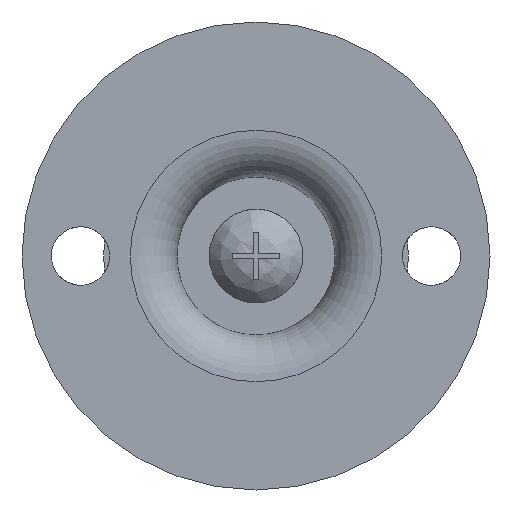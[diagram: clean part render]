
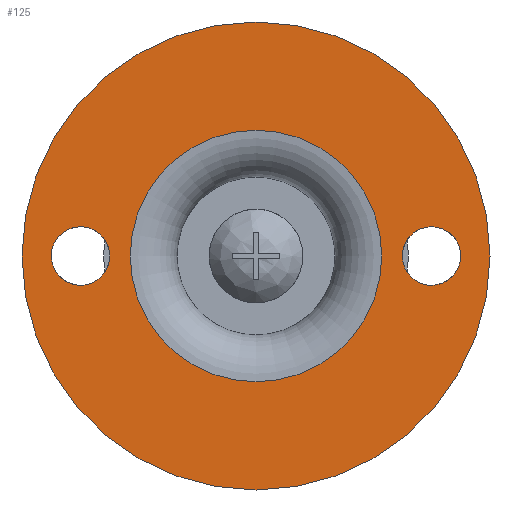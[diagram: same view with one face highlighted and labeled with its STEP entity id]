
A CAD part, front view. The second image highlights one B-rep face of the part: STEP entity #125.
In plain terms, the highlighted planar face has unit normal (0, -1, 0).
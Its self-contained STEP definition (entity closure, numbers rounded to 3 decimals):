
#125 = ADVANCED_FACE( '', ( #272, #273, #274, #275 ), #276, .F. );
#272 = FACE_BOUND( '', #477, .T. );
#273 = FACE_BOUND( '', #478, .T. );
#274 = FACE_OUTER_BOUND( '', #479, .T. );
#275 = FACE_BOUND( '', #480, .T. );
#276 = PLANE( '', #481 );
#477 = EDGE_LOOP( '', ( #776 ) );
#478 = EDGE_LOOP( '', ( #777 ) );
#479 = EDGE_LOOP( '', ( #778 ) );
#480 = EDGE_LOOP( '', ( #779 ) );
#481 = AXIS2_PLACEMENT_3D( '', #780, #781, #782 );
#776 = ORIENTED_EDGE( '', *, *, #1055, .F. );
#777 = ORIENTED_EDGE( '', *, *, #1056, .F. );
#778 = ORIENTED_EDGE( '', *, *, #1057, .T. );
#779 = ORIENTED_EDGE( '', *, *, #1011, .T. );
#780 = CARTESIAN_POINT( '', ( 20., 0., 0. ) );
#781 = DIRECTION( '', ( 0., 1., 0. ) );
#782 = DIRECTION( '', ( 0., 0., 1. ) );
#1011 = EDGE_CURVE( '', #1200, #1200, #1201, .T. );
#1055 = EDGE_CURVE( '', #1259, #1259, #1260, .T. );
#1056 = EDGE_CURVE( '', #1261, #1261, #1262, .F. );
#1057 = EDGE_CURVE( '', #1263, #1263, #1264, .T. );
#1200 = VERTEX_POINT( '', #1550 );
#1201 = CIRCLE( '', #1551, 2.5 );
#1259 = VERTEX_POINT( '', #1641 );
#1260 = CIRCLE( '', #1642, 10.75 );
#1261 = VERTEX_POINT( '', #1643 );
#1262 = CIRCLE( '', #1644, 2.5 );
#1263 = VERTEX_POINT( '', #1645 );
#1264 = CIRCLE( '', #1646, 20. );
#1550 = CARTESIAN_POINT( '', ( -12.5, 0., 0. ) );
#1551 = AXIS2_PLACEMENT_3D( '', #1762, #1763, #1764 );
#1641 = CARTESIAN_POINT( '', ( 0., 0., -10.75 ) );
#1642 = AXIS2_PLACEMENT_3D( '', #1812, #1813, #1814 );
#1643 = CARTESIAN_POINT( '', ( 15., 0., 2.5 ) );
#1644 = AXIS2_PLACEMENT_3D( '', #1815, #1816, #1817 );
#1645 = CARTESIAN_POINT( '', ( 0., 0., -20. ) );
#1646 = AXIS2_PLACEMENT_3D( '', #1818, #1819, #1820 );
#1762 = CARTESIAN_POINT( '', ( -15., 0., 0. ) );
#1763 = DIRECTION( '', ( 0., 1., 0. ) );
#1764 = DIRECTION( '', ( 1., 0., 0. ) );
#1812 = CARTESIAN_POINT( '', ( 0., 0., 0. ) );
#1813 = DIRECTION( '', ( 0., -1., 0. ) );
#1814 = DIRECTION( '', ( 0., 0., -1. ) );
#1815 = CARTESIAN_POINT( '', ( 15., 0., 0. ) );
#1816 = DIRECTION( '', ( 0., 1., 0. ) );
#1817 = DIRECTION( '', ( 0., 0., 1. ) );
#1818 = CARTESIAN_POINT( '', ( 0., 0., 0. ) );
#1819 = DIRECTION( '', ( 0., -1., 0. ) );
#1820 = DIRECTION( '', ( 0., 0., -1. ) );
